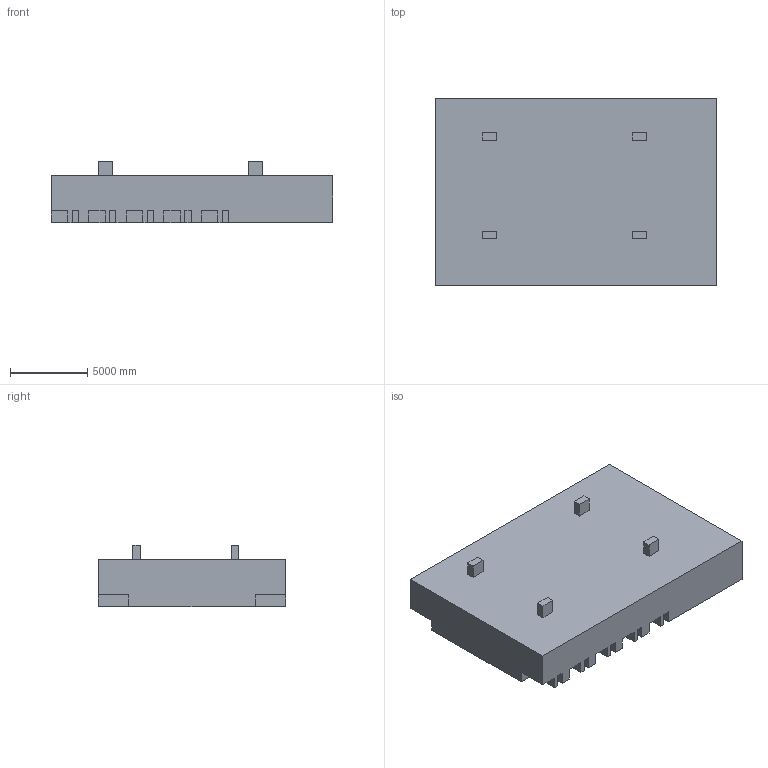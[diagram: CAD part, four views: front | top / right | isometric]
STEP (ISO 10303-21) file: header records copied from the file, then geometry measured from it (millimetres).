
FILE_DESCRIPTION(('FreeCAD Model'),'2;1');
FILE_NAME('flow_field.step','2021-11-02T12:05:43',('Author'),(''), 'Open CASCADE STEP processor 7.3','FreeCAD','Unknown');
FILE_SCHEMA(('AUTOMOTIVE_DESIGN { 1 0 10303 214 1 1 1 1 }'));
Length unit declared in the file: millimetre
Products named in the file (1): flow_field
Bounding box: 18288 x 12192 x 3962.4 mm (x, y, z)
Volume: 646886240783.9 mm3; surface area: 672480513.1 mm2
Topology: 1 solids, 1 shells, 107 faces, 303 edges, 202 vertices
Faces by surface type: plane 107
Entity records: 8065 total; most frequent: CARTESIAN_POINT 1251, DIRECTION 1093, LINE 877, VECTOR 877, ORIENTED_EDGE 606, PCURVE 606, DEFINITIONAL_REPRESENTATION 606, EDGE_CURVE 303
